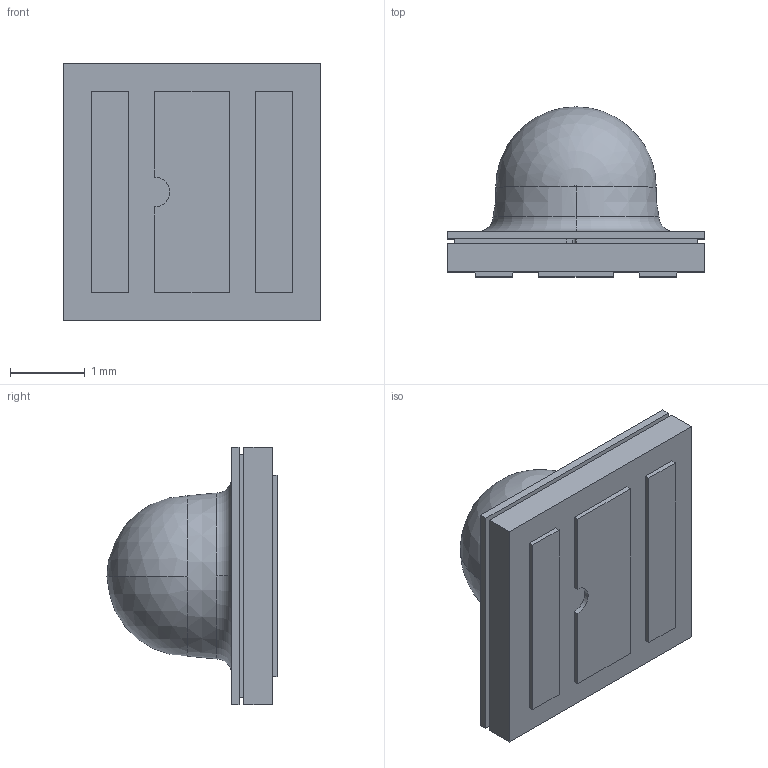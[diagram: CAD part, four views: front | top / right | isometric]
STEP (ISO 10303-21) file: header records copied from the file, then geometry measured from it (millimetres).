
FILE_DESCRIPTION (( 'STEP AP214' ), '1' );
FILE_NAME ('SST-10-IRD-B90H-S810.STEP', '2022-06-07T18:22:30', ( '' ), ( '' ), 'SwSTEP 2.0', 'SolidWorks 2017', '' );
FILE_SCHEMA (( 'AUTOMOTIVE_DESIGN' ));
Length unit declared in the file: millimetre
Products named in the file (1): SST-10-IRD-B90H-S810
Bounding box: 3.45 x 2.28 x 3.45 mm (x, y, z)
Volume: 11.6 mm3; surface area: 75 mm2
Topology: 5 solids, 5 shells, 89 faces, 212 edges, 139 vertices
Faces by surface type: plane 66, cylinder 13, torus 6, sphere 2, cone 2
Entity records: 2630 total; most frequent: CARTESIAN_POINT 437, DIRECTION 436, ORIENTED_EDGE 418, EDGE_CURVE 209, LINE 162, VECTOR 162, VERTEX_POINT 138, AXIS2_PLACEMENT_3D 137
